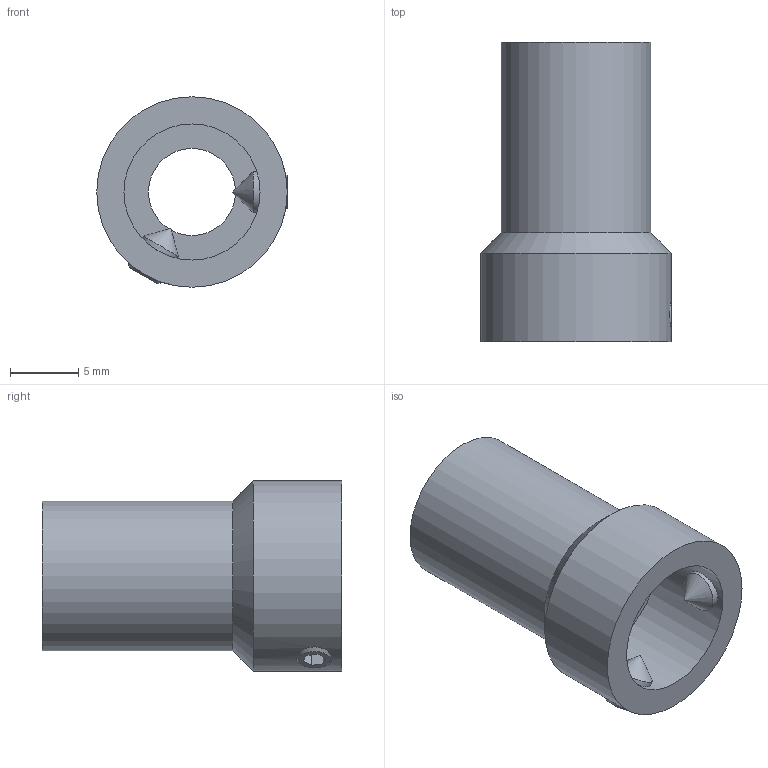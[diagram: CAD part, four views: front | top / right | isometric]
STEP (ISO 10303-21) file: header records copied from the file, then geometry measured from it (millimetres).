
FILE_DESCRIPTION(/* description */ (''),/* implementation_level */ '2;1');
FILE_NAME(/* name */ 'AY000069.stp',/* time_stamp */ '2016-09-29T11:11:10+02:00',/* author */ ('mitarbeiter'),/* organization */ (''),/* preprocessor_version */ 'ST-DEVELOPER v15.2',/* originating_system */ 'Autodesk Inventor 2014',/* authorisation */ '');
FILE_SCHEMA (('AUTOMOTIVE_DESIGN { 1 0 10303 214 3 1 1 }'));
Length unit declared in the file: millimetre
Products named in the file (1): AY000069
Bounding box: 14 x 22 x 14 mm (x, y, z)
Volume: 1341.5 mm3; surface area: 1673.1 mm2
Topology: 1 solids, 1 shells, 36 faces, 87 edges, 58 vertices
Faces by surface type: plane 19, cylinder 10, cone 7
Full cylindrical faces by diameter (mm): 3 x2, 6.4 x1, 6.917 x1, 8.5 x1, 10 x1, 11 x1, 14 x1
Entity records: 1042 total; most frequent: CARTESIAN_POINT 320, DIRECTION 134, ORIENTED_EDGE 126, EDGE_CURVE 63, EDGE_LOOP 58, AXIS2_PLACEMENT_3D 55, VERTEX_POINT 49, FACE_OUTER_BOUND 36
